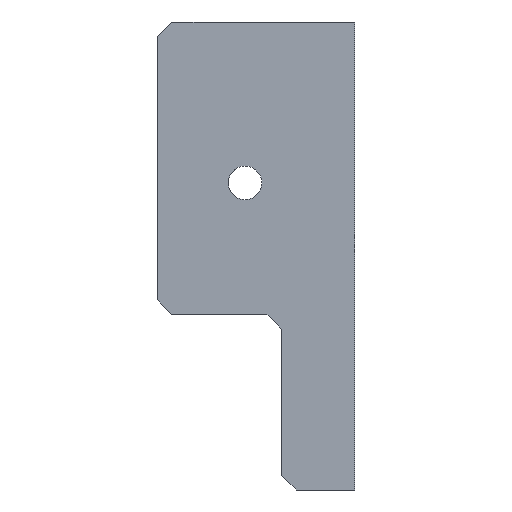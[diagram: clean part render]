
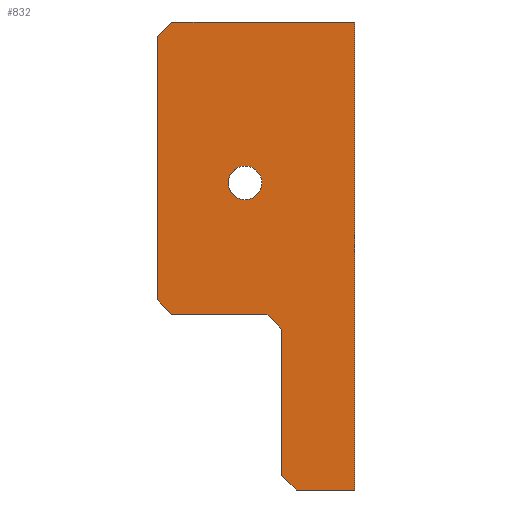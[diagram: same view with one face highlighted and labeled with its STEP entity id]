
A CAD part, left-side view. The second image highlights one B-rep face of the part: STEP entity #832.
In plain terms, the highlighted planar face has unit normal (-1, 0, 0).
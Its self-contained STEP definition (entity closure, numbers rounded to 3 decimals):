
#25=FACE_BOUND('',#124,.T.);
#44=PLANE('',#902);
#78=FACE_OUTER_BOUND('',#123,.T.);
#123=EDGE_LOOP('',(#621,#622,#623,#624,#625,#626,#627,#628,#629,#630));
#124=EDGE_LOOP('',(#631));
#190=LINE('',#1246,#275);
#194=LINE('',#1253,#279);
#195=LINE('',#1264,#280);
#198=LINE('',#1270,#283);
#199=LINE('',#1272,#284);
#200=LINE('',#1274,#285);
#201=LINE('',#1276,#286);
#202=LINE('',#1278,#287);
#203=LINE('',#1280,#288);
#204=LINE('',#1281,#289);
#275=VECTOR('',#1004,10.);
#279=VECTOR('',#1010,10.);
#280=VECTOR('',#1021,10.);
#283=VECTOR('',#1026,10.);
#284=VECTOR('',#1027,10.);
#285=VECTOR('',#1028,10.);
#286=VECTOR('',#1029,10.);
#287=VECTOR('',#1030,10.);
#288=VECTOR('',#1031,10.);
#289=VECTOR('',#1032,10.);
#346=CIRCLE('',#903,1.15);
#391=VERTEX_POINT('',#1243);
#392=VERTEX_POINT('',#1245);
#394=VERTEX_POINT('',#1251);
#399=VERTEX_POINT('',#1263);
#401=VERTEX_POINT('',#1269);
#402=VERTEX_POINT('',#1271);
#403=VERTEX_POINT('',#1273);
#404=VERTEX_POINT('',#1275);
#405=VERTEX_POINT('',#1277);
#406=VERTEX_POINT('',#1279);
#407=VERTEX_POINT('',#1282);
#479=EDGE_CURVE('',#391,#392,#190,.T.);
#483=EDGE_CURVE('',#394,#391,#194,.T.);
#488=EDGE_CURVE('',#399,#394,#195,.T.);
#491=EDGE_CURVE('',#401,#399,#198,.T.);
#492=EDGE_CURVE('',#401,#402,#199,.T.);
#493=EDGE_CURVE('',#402,#403,#200,.T.);
#494=EDGE_CURVE('',#404,#403,#201,.T.);
#495=EDGE_CURVE('',#405,#404,#202,.T.);
#496=EDGE_CURVE('',#406,#405,#203,.T.);
#497=EDGE_CURVE('',#406,#392,#204,.T.);
#498=EDGE_CURVE('',#407,#407,#346,.T.);
#621=ORIENTED_EDGE('',*,*,#488,.F.);
#622=ORIENTED_EDGE('',*,*,#491,.F.);
#623=ORIENTED_EDGE('',*,*,#492,.T.);
#624=ORIENTED_EDGE('',*,*,#493,.T.);
#625=ORIENTED_EDGE('',*,*,#494,.F.);
#626=ORIENTED_EDGE('',*,*,#495,.F.);
#627=ORIENTED_EDGE('',*,*,#496,.F.);
#628=ORIENTED_EDGE('',*,*,#497,.T.);
#629=ORIENTED_EDGE('',*,*,#479,.F.);
#630=ORIENTED_EDGE('',*,*,#483,.F.);
#631=ORIENTED_EDGE('',*,*,#498,.T.);
#832=ADVANCED_FACE('',(#78,#25),#44,.T.);
#902=AXIS2_PLACEMENT_3D('',#1268,#1024,#1025);
#903=AXIS2_PLACEMENT_3D('',#1283,#1033,#1034);
#1004=DIRECTION('',(0.,0.707,0.707));
#1010=DIRECTION('',(0.,0.,1.));
#1021=DIRECTION('',(0.,0.707,0.707));
#1024=DIRECTION('center_axis',(-1.,0.,0.));
#1025=DIRECTION('ref_axis',(0.,0.,1.));
#1026=DIRECTION('',(0.,1.,0.));
#1027=DIRECTION('',(0.,0.,1.));
#1028=DIRECTION('',(0.,1.,0.));
#1029=DIRECTION('',(0.,-0.707,0.707));
#1030=DIRECTION('',(0.,0.,1.));
#1031=DIRECTION('',(0.,0.707,0.707));
#1032=DIRECTION('',(0.,-1.,0.));
#1033=DIRECTION('center_axis',(1.,0.,0.));
#1034=DIRECTION('ref_axis',(0.,0.,-1.));
#1243=CARTESIAN_POINT('',(-40.,5.,-1.));
#1245=CARTESIAN_POINT('',(-40.,6.,0.));
#1246=CARTESIAN_POINT('',(-40.,1.25,-4.75));
#1251=CARTESIAN_POINT('',(-40.,5.,-11.));
#1253=CARTESIAN_POINT('',(-40.,5.,-12.));
#1263=CARTESIAN_POINT('',(-40.,4.,-12.));
#1264=CARTESIAN_POINT('',(-40.,3.25,-12.75));
#1268=CARTESIAN_POINT('Origin',(-40.,0.,-12.));
#1269=CARTESIAN_POINT('',(-40.,0.,-12.));
#1270=CARTESIAN_POINT('',(-40.,0.,-12.));
#1271=CARTESIAN_POINT('',(-40.,0.,20.));
#1272=CARTESIAN_POINT('',(-40.,0.,-12.));
#1273=CARTESIAN_POINT('',(-40.,12.5,20.));
#1274=CARTESIAN_POINT('',(-40.,5.,20.));
#1275=CARTESIAN_POINT('',(-40.,13.5,19.));
#1276=CARTESIAN_POINT('',(-40.,17.625,14.875));
#1277=CARTESIAN_POINT('',(-40.,13.5,1.));
#1278=CARTESIAN_POINT('',(-40.,13.5,0.));
#1279=CARTESIAN_POINT('',(-40.,12.5,0.));
#1280=CARTESIAN_POINT('',(-40.,6.625,-5.875));
#1281=CARTESIAN_POINT('',(-40.,5.,0.));
#1282=CARTESIAN_POINT('',(-40.,7.5,10.15));
#1283=CARTESIAN_POINT('Origin',(-40.,7.5,9.));
